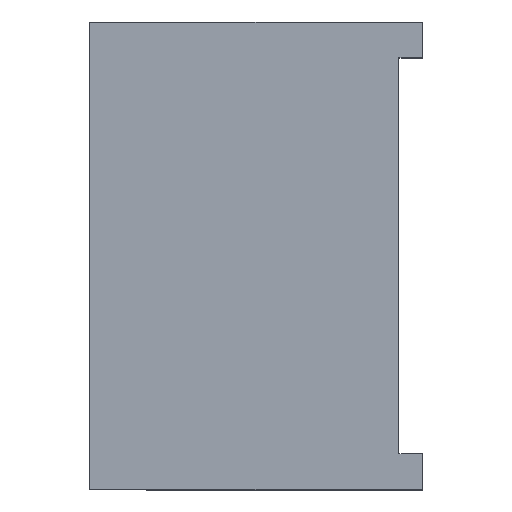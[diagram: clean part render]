
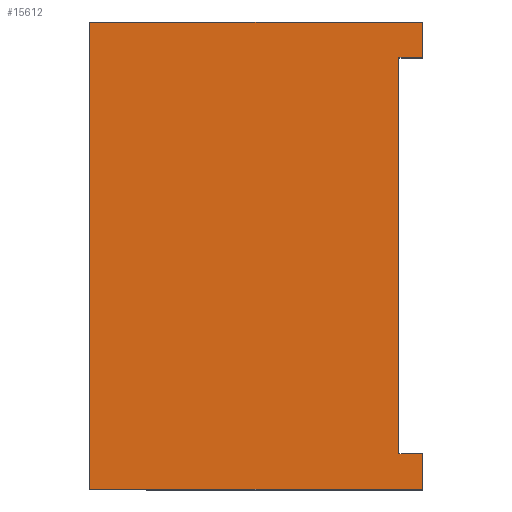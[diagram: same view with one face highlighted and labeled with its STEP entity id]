
A CAD part, top view. The second image highlights one B-rep face of the part: STEP entity #15612.
In plain terms, the highlighted planar face has unit normal (0, 0, 1).
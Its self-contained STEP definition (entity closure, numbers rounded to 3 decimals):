
#3596 = PLANE('',#3597);
#3597 = AXIS2_PLACEMENT_3D('',#3598,#3599,#3600);
#3598 = CARTESIAN_POINT('',(-3.85,0.,3.754));
#3599 = DIRECTION('',(-1.,0.,0.));
#3600 = DIRECTION('',(0.,-1.,0.));
#8948 = VERTEX_POINT('',#8949);
#8949 = CARTESIAN_POINT('',(-3.85,-3.3,7.054));
#8963 = PLANE('',#8964);
#8964 = AXIS2_PLACEMENT_3D('',#8965,#8966,#8967);
#8965 = CARTESIAN_POINT('',(-3.85,-3.3,7.054));
#8966 = DIRECTION('',(0.,1.,0.));
#8967 = DIRECTION('',(0.,0.,-1.));
#8975 = EDGE_CURVE('',#8948,#8976,#8978,.T.);
#8976 = VERTEX_POINT('',#8977);
#8977 = CARTESIAN_POINT('',(-3.85,3.3,7.054));
#8978 = SURFACE_CURVE('',#8979,(#8983,#8990),.PCURVE_S1.);
#8979 = LINE('',#8980,#8981);
#8980 = CARTESIAN_POINT('',(-3.85,3.3,7.054));
#8981 = VECTOR('',#8982,1.);
#8982 = DIRECTION('',(0.,1.,0.));
#8983 = PCURVE('',#3596,#8984);
#8984 = DEFINITIONAL_REPRESENTATION('',(#8985),#8989);
#8985 = LINE('',#8986,#8987);
#8986 = CARTESIAN_POINT('',(-3.3,3.3));
#8987 = VECTOR('',#8988,1.);
#8988 = DIRECTION('',(-1.,0.));
#8989 = ( GEOMETRIC_REPRESENTATION_CONTEXT(2) 
PARAMETRIC_REPRESENTATION_CONTEXT() REPRESENTATION_CONTEXT('2D SPACE',''
  ) );
#8990 = PCURVE('',#8991,#8996);
#8991 = PLANE('',#8992);
#8992 = AXIS2_PLACEMENT_3D('',#8993,#8994,#8995);
#8993 = CARTESIAN_POINT('',(-3.85,3.3,7.054));
#8994 = DIRECTION('',(0.,0.,-1.));
#8995 = DIRECTION('',(1.,0.,0.));
#8996 = DEFINITIONAL_REPRESENTATION('',(#8997),#9001);
#8997 = LINE('',#8998,#8999);
#8998 = CARTESIAN_POINT('',(0.,0.));
#8999 = VECTOR('',#9000,1.);
#9000 = DIRECTION('',(0.,-1.));
#9001 = ( GEOMETRIC_REPRESENTATION_CONTEXT(2) 
PARAMETRIC_REPRESENTATION_CONTEXT() REPRESENTATION_CONTEXT('2D SPACE',''
  ) );
#9019 = PLANE('',#9020);
#9020 = AXIS2_PLACEMENT_3D('',#9021,#9022,#9023);
#9021 = CARTESIAN_POINT('',(-3.85,3.3,7.054));
#9022 = DIRECTION('',(0.,-1.,0.));
#9023 = DIRECTION('',(0.,0.,1.));
#15446 = PLANE('',#15447);
#15447 = AXIS2_PLACEMENT_3D('',#15448,#15449,#15450);
#15448 = CARTESIAN_POINT('',(0.52,2.8,0.));
#15449 = DIRECTION('',(-1.,0.,0.));
#15450 = DIRECTION('',(0.,-1.,0.));
#15487 = VERTEX_POINT('',#15488);
#15488 = CARTESIAN_POINT('',(0.85,-3.3,7.054));
#15502 = PLANE('',#15503);
#15503 = AXIS2_PLACEMENT_3D('',#15504,#15505,#15506);
#15504 = CARTESIAN_POINT('',(0.85,0.,3.754));
#15505 = DIRECTION('',(-1.,0.,0.));
#15506 = DIRECTION('',(0.,-1.,0.));
#15514 = EDGE_CURVE('',#8948,#15487,#15515,.T.);
#15515 = SURFACE_CURVE('',#15516,(#15520,#15527),.PCURVE_S1.);
#15516 = LINE('',#15517,#15518);
#15517 = CARTESIAN_POINT('',(-3.85,-3.3,7.054));
#15518 = VECTOR('',#15519,1.);
#15519 = DIRECTION('',(1.,0.,0.));
#15520 = PCURVE('',#8963,#15521);
#15521 = DEFINITIONAL_REPRESENTATION('',(#15522),#15526);
#15522 = LINE('',#15523,#15524);
#15523 = CARTESIAN_POINT('',(0.,0.));
#15524 = VECTOR('',#15525,1.);
#15525 = DIRECTION('',(0.,-1.));
#15526 = ( GEOMETRIC_REPRESENTATION_CONTEXT(2) 
PARAMETRIC_REPRESENTATION_CONTEXT() REPRESENTATION_CONTEXT('2D SPACE',''
  ) );
#15527 = PCURVE('',#8991,#15528);
#15528 = DEFINITIONAL_REPRESENTATION('',(#15529),#15533);
#15529 = LINE('',#15530,#15531);
#15530 = CARTESIAN_POINT('',(0.,6.6));
#15531 = VECTOR('',#15532,1.);
#15532 = DIRECTION('',(1.,0.));
#15533 = ( GEOMETRIC_REPRESENTATION_CONTEXT(2) 
PARAMETRIC_REPRESENTATION_CONTEXT() REPRESENTATION_CONTEXT('2D SPACE',''
  ) );
#15612 = ADVANCED_FACE('',(#15613),#8991,.F.);
#15613 = FACE_BOUND('',#15614,.T.);
#15614 = EDGE_LOOP('',(#15615,#15640,#15668,#15696,#15717,#15718,#15719,
    #15742));
#15615 = ORIENTED_EDGE('',*,*,#15616,.F.);
#15616 = EDGE_CURVE('',#15617,#15619,#15621,.T.);
#15617 = VERTEX_POINT('',#15618);
#15618 = CARTESIAN_POINT('',(0.52,2.8,7.054));
#15619 = VERTEX_POINT('',#15620);
#15620 = CARTESIAN_POINT('',(0.52,-2.8,7.054));
#15621 = SURFACE_CURVE('',#15622,(#15626,#15633),.PCURVE_S1.);
#15622 = LINE('',#15623,#15624);
#15623 = CARTESIAN_POINT('',(0.52,2.8,7.054));
#15624 = VECTOR('',#15625,1.);
#15625 = DIRECTION('',(0.,-1.,0.));
#15626 = PCURVE('',#8991,#15627);
#15627 = DEFINITIONAL_REPRESENTATION('',(#15628),#15632);
#15628 = LINE('',#15629,#15630);
#15629 = CARTESIAN_POINT('',(4.37,0.5));
#15630 = VECTOR('',#15631,1.);
#15631 = DIRECTION('',(0.,1.));
#15632 = ( GEOMETRIC_REPRESENTATION_CONTEXT(2) 
PARAMETRIC_REPRESENTATION_CONTEXT() REPRESENTATION_CONTEXT('2D SPACE',''
  ) );
#15633 = PCURVE('',#15446,#15634);
#15634 = DEFINITIONAL_REPRESENTATION('',(#15635),#15639);
#15635 = LINE('',#15636,#15637);
#15636 = CARTESIAN_POINT('',(0.,7.054));
#15637 = VECTOR('',#15638,1.);
#15638 = DIRECTION('',(1.,0.));
#15639 = ( GEOMETRIC_REPRESENTATION_CONTEXT(2) 
PARAMETRIC_REPRESENTATION_CONTEXT() REPRESENTATION_CONTEXT('2D SPACE',''
  ) );
#15640 = ORIENTED_EDGE('',*,*,#15641,.F.);
#15641 = EDGE_CURVE('',#15642,#15617,#15644,.T.);
#15642 = VERTEX_POINT('',#15643);
#15643 = CARTESIAN_POINT('',(0.85,2.8,7.054));
#15644 = SURFACE_CURVE('',#15645,(#15649,#15656),.PCURVE_S1.);
#15645 = LINE('',#15646,#15647);
#15646 = CARTESIAN_POINT('',(0.85,2.8,7.054));
#15647 = VECTOR('',#15648,1.);
#15648 = DIRECTION('',(-1.,0.,0.));
#15649 = PCURVE('',#8991,#15650);
#15650 = DEFINITIONAL_REPRESENTATION('',(#15651),#15655);
#15651 = LINE('',#15652,#15653);
#15652 = CARTESIAN_POINT('',(4.7,0.5));
#15653 = VECTOR('',#15654,1.);
#15654 = DIRECTION('',(-1.,0.));
#15655 = ( GEOMETRIC_REPRESENTATION_CONTEXT(2) 
PARAMETRIC_REPRESENTATION_CONTEXT() REPRESENTATION_CONTEXT('2D SPACE',''
  ) );
#15656 = PCURVE('',#15657,#15662);
#15657 = PLANE('',#15658);
#15658 = AXIS2_PLACEMENT_3D('',#15659,#15660,#15661);
#15659 = CARTESIAN_POINT('',(0.85,2.8,0.));
#15660 = DIRECTION('',(0.,1.,0.));
#15661 = DIRECTION('',(-1.,0.,0.));
#15662 = DEFINITIONAL_REPRESENTATION('',(#15663),#15667);
#15663 = LINE('',#15664,#15665);
#15664 = CARTESIAN_POINT('',(0.,7.054));
#15665 = VECTOR('',#15666,1.);
#15666 = DIRECTION('',(1.,0.));
#15667 = ( GEOMETRIC_REPRESENTATION_CONTEXT(2) 
PARAMETRIC_REPRESENTATION_CONTEXT() REPRESENTATION_CONTEXT('2D SPACE',''
  ) );
#15668 = ORIENTED_EDGE('',*,*,#15669,.T.);
#15669 = EDGE_CURVE('',#15642,#15670,#15672,.T.);
#15670 = VERTEX_POINT('',#15671);
#15671 = CARTESIAN_POINT('',(0.85,3.3,7.054));
#15672 = SURFACE_CURVE('',#15673,(#15677,#15684),.PCURVE_S1.);
#15673 = LINE('',#15674,#15675);
#15674 = CARTESIAN_POINT('',(0.85,3.3,7.054));
#15675 = VECTOR('',#15676,1.);
#15676 = DIRECTION('',(0.,1.,0.));
#15677 = PCURVE('',#8991,#15678);
#15678 = DEFINITIONAL_REPRESENTATION('',(#15679),#15683);
#15679 = LINE('',#15680,#15681);
#15680 = CARTESIAN_POINT('',(4.7,0.));
#15681 = VECTOR('',#15682,1.);
#15682 = DIRECTION('',(0.,-1.));
#15683 = ( GEOMETRIC_REPRESENTATION_CONTEXT(2) 
PARAMETRIC_REPRESENTATION_CONTEXT() REPRESENTATION_CONTEXT('2D SPACE',''
  ) );
#15684 = PCURVE('',#15685,#15690);
#15685 = PLANE('',#15686);
#15686 = AXIS2_PLACEMENT_3D('',#15687,#15688,#15689);
#15687 = CARTESIAN_POINT('',(0.85,0.,3.754));
#15688 = DIRECTION('',(-1.,0.,0.));
#15689 = DIRECTION('',(0.,-1.,0.));
#15690 = DEFINITIONAL_REPRESENTATION('',(#15691),#15695);
#15691 = LINE('',#15692,#15693);
#15692 = CARTESIAN_POINT('',(-3.3,3.3));
#15693 = VECTOR('',#15694,1.);
#15694 = DIRECTION('',(-1.,0.));
#15695 = ( GEOMETRIC_REPRESENTATION_CONTEXT(2) 
PARAMETRIC_REPRESENTATION_CONTEXT() REPRESENTATION_CONTEXT('2D SPACE',''
  ) );
#15696 = ORIENTED_EDGE('',*,*,#15697,.F.);
#15697 = EDGE_CURVE('',#8976,#15670,#15698,.T.);
#15698 = SURFACE_CURVE('',#15699,(#15703,#15710),.PCURVE_S1.);
#15699 = LINE('',#15700,#15701);
#15700 = CARTESIAN_POINT('',(-3.85,3.3,7.054));
#15701 = VECTOR('',#15702,1.);
#15702 = DIRECTION('',(1.,0.,0.));
#15703 = PCURVE('',#8991,#15704);
#15704 = DEFINITIONAL_REPRESENTATION('',(#15705),#15709);
#15705 = LINE('',#15706,#15707);
#15706 = CARTESIAN_POINT('',(0.,0.));
#15707 = VECTOR('',#15708,1.);
#15708 = DIRECTION('',(1.,0.));
#15709 = ( GEOMETRIC_REPRESENTATION_CONTEXT(2) 
PARAMETRIC_REPRESENTATION_CONTEXT() REPRESENTATION_CONTEXT('2D SPACE',''
  ) );
#15710 = PCURVE('',#9019,#15711);
#15711 = DEFINITIONAL_REPRESENTATION('',(#15712),#15716);
#15712 = LINE('',#15713,#15714);
#15713 = CARTESIAN_POINT('',(0.,0.));
#15714 = VECTOR('',#15715,1.);
#15715 = DIRECTION('',(0.,-1.));
#15716 = ( GEOMETRIC_REPRESENTATION_CONTEXT(2) 
PARAMETRIC_REPRESENTATION_CONTEXT() REPRESENTATION_CONTEXT('2D SPACE',''
  ) );
#15717 = ORIENTED_EDGE('',*,*,#8975,.F.);
#15718 = ORIENTED_EDGE('',*,*,#15514,.T.);
#15719 = ORIENTED_EDGE('',*,*,#15720,.T.);
#15720 = EDGE_CURVE('',#15487,#15721,#15723,.T.);
#15721 = VERTEX_POINT('',#15722);
#15722 = CARTESIAN_POINT('',(0.85,-2.8,7.054));
#15723 = SURFACE_CURVE('',#15724,(#15728,#15735),.PCURVE_S1.);
#15724 = LINE('',#15725,#15726);
#15725 = CARTESIAN_POINT('',(0.85,3.3,7.054));
#15726 = VECTOR('',#15727,1.);
#15727 = DIRECTION('',(0.,1.,0.));
#15728 = PCURVE('',#8991,#15729);
#15729 = DEFINITIONAL_REPRESENTATION('',(#15730),#15734);
#15730 = LINE('',#15731,#15732);
#15731 = CARTESIAN_POINT('',(4.7,0.));
#15732 = VECTOR('',#15733,1.);
#15733 = DIRECTION('',(0.,-1.));
#15734 = ( GEOMETRIC_REPRESENTATION_CONTEXT(2) 
PARAMETRIC_REPRESENTATION_CONTEXT() REPRESENTATION_CONTEXT('2D SPACE',''
  ) );
#15735 = PCURVE('',#15502,#15736);
#15736 = DEFINITIONAL_REPRESENTATION('',(#15737),#15741);
#15737 = LINE('',#15738,#15739);
#15738 = CARTESIAN_POINT('',(-3.3,3.3));
#15739 = VECTOR('',#15740,1.);
#15740 = DIRECTION('',(-1.,0.));
#15741 = ( GEOMETRIC_REPRESENTATION_CONTEXT(2) 
PARAMETRIC_REPRESENTATION_CONTEXT() REPRESENTATION_CONTEXT('2D SPACE',''
  ) );
#15742 = ORIENTED_EDGE('',*,*,#15743,.F.);
#15743 = EDGE_CURVE('',#15619,#15721,#15744,.T.);
#15744 = SURFACE_CURVE('',#15745,(#15749,#15756),.PCURVE_S1.);
#15745 = LINE('',#15746,#15747);
#15746 = CARTESIAN_POINT('',(0.85,-2.8,7.054));
#15747 = VECTOR('',#15748,1.);
#15748 = DIRECTION('',(1.,0.,0.));
#15749 = PCURVE('',#8991,#15750);
#15750 = DEFINITIONAL_REPRESENTATION('',(#15751),#15755);
#15751 = LINE('',#15752,#15753);
#15752 = CARTESIAN_POINT('',(4.7,6.1));
#15753 = VECTOR('',#15754,1.);
#15754 = DIRECTION('',(1.,0.));
#15755 = ( GEOMETRIC_REPRESENTATION_CONTEXT(2) 
PARAMETRIC_REPRESENTATION_CONTEXT() REPRESENTATION_CONTEXT('2D SPACE',''
  ) );
#15756 = PCURVE('',#15757,#15762);
#15757 = PLANE('',#15758);
#15758 = AXIS2_PLACEMENT_3D('',#15759,#15760,#15761);
#15759 = CARTESIAN_POINT('',(0.85,-2.8,0.));
#15760 = DIRECTION('',(0.,-1.,0.));
#15761 = DIRECTION('',(1.,0.,0.));
#15762 = DEFINITIONAL_REPRESENTATION('',(#15763),#15767);
#15763 = LINE('',#15764,#15765);
#15764 = CARTESIAN_POINT('',(0.,7.054));
#15765 = VECTOR('',#15766,1.);
#15766 = DIRECTION('',(1.,-0.));
#15767 = ( GEOMETRIC_REPRESENTATION_CONTEXT(2) 
PARAMETRIC_REPRESENTATION_CONTEXT() REPRESENTATION_CONTEXT('2D SPACE',''
  ) );
